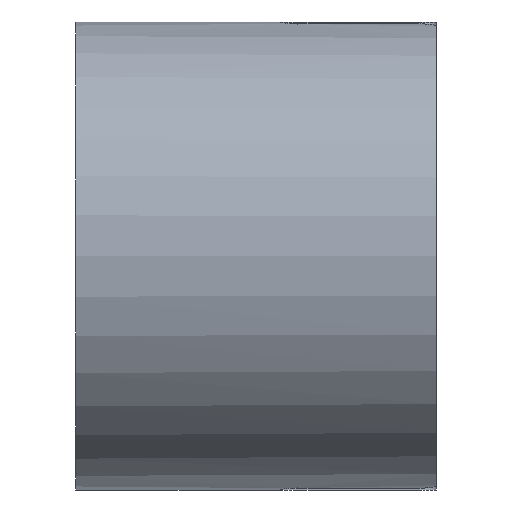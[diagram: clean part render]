
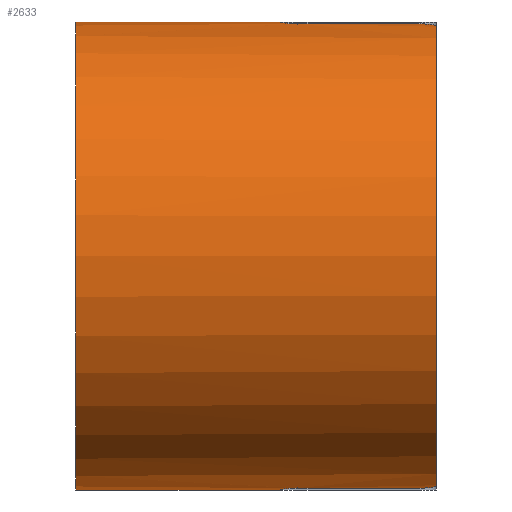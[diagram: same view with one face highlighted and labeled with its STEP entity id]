
A CAD part, left-side view. The second image highlights one B-rep face of the part: STEP entity #2633.
In plain terms, the highlighted cylindrical face has radius 12 mm (diameter 24 mm), a partial arc.
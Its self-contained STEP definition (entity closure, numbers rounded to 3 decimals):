
#3 = CARTESIAN_POINT ( 'NONE',  ( -1.402, 7.571, -11.919 ) ) ;
#30 = CARTESIAN_POINT ( 'NONE',  ( -0.838, 8., 11.973 ) ) ;
#85 = ORIENTED_EDGE ( 'NONE', *, *, #2275, .T. ) ;
#88 = CARTESIAN_POINT ( 'NONE',  ( 0., 18.5, 12. ) ) ;
#96 = ORIENTED_EDGE ( 'NONE', *, *, #1632, .T. ) ;
#140 = LINE ( 'NONE', #2710, #2074 ) ;
#177 = DIRECTION ( 'NONE',  ( 0., 1., 0. ) ) ;
#194 = CARTESIAN_POINT ( 'NONE',  ( -0.6, 8., -11.985 ) ) ;
#202 = DIRECTION ( 'NONE',  ( 0., -1., 0. ) ) ;
#224 = CARTESIAN_POINT ( 'NONE',  ( -1.5, 7.338, -11.906 ) ) ;
#250 = CARTESIAN_POINT ( 'NONE',  ( -1.5, 18.5, 11.906 ) ) ;
#251 = CIRCLE ( 'NONE', #1419, 12. ) ;
#266 = DIRECTION ( 'NONE',  ( 0., 1., 0. ) ) ;
#269 = CARTESIAN_POINT ( 'NONE',  ( -1.5, 7.1, -11.906 ) ) ;
#318 = VECTOR ( 'NONE', #897, 1000. ) ;
#343 = EDGE_CURVE ( 'NONE', #1194, #1479, #2996, .T. ) ;
#391 = CARTESIAN_POINT ( 'NONE',  ( -1.5, 0.9, -11.906 ) ) ;
#396 = DIRECTION ( 'NONE',  ( 0., 0., 1. ) ) ;
#479 = VERTEX_POINT ( 'NONE', #2232 ) ;
#511 = CARTESIAN_POINT ( 'NONE',  ( -1.5, 7.219, 11.906 ) ) ;
#569 = VERTEX_POINT ( 'NONE', #918 ) ;
#583 = VERTEX_POINT ( 'NONE', #1830 ) ;
#586 = ORIENTED_EDGE ( 'NONE', *, *, #1074, .F. ) ;
#591 = DIRECTION ( 'NONE',  ( 0., -1., 0. ) ) ;
#630 = CARTESIAN_POINT ( 'NONE',  ( -1.615, 0.444, -11.891 ) ) ;
#658 = EDGE_CURVE ( 'NONE', #1127, #2598, #2272, .T. ) ;
#670 = B_SPLINE_CURVE_WITH_KNOTS ( 'NONE', 3,
 ( #391, #2246, #2011, #630, #1035, #1315, #2952, #2420, #1269, #2192 ),
 .UNSPECIFIED., .F., .F.,
 ( 4, 2, 2, 2, 4 ),
 ( 0., 0., 0.001, 0.001, 0.001 ),
 .UNSPECIFIED. ) ;
#688 = VERTEX_POINT ( 'NONE', #1814 ) ;
#748 = CARTESIAN_POINT ( 'NONE',  ( -1.5, 7.1, 11.906 ) ) ;
#809 = CIRCLE ( 'NONE', #1836, 12. ) ;
#819 = CARTESIAN_POINT ( 'NONE',  ( -0.6, 8., -11.985 ) ) ;
#829 = CARTESIAN_POINT ( 'NONE',  ( 0., 18.5, 0. ) ) ;
#891 = CARTESIAN_POINT ( 'NONE',  ( -2.4, 0., -11.758 ) ) ;
#894 = CARTESIAN_POINT ( 'NONE',  ( -1.5, 0.9, 11.906 ) ) ;
#897 = DIRECTION ( 'NONE',  ( 0., -1., 0. ) ) ;
#918 = CARTESIAN_POINT ( 'NONE',  ( -0.6, 8., 11.985 ) ) ;
#930 = VERTEX_POINT ( 'NONE', #1986 ) ;
#948 = EDGE_CURVE ( 'NONE', #930, #1937, #670, .T. ) ;
#980 = CARTESIAN_POINT ( 'NONE',  ( 0., 8., 12. ) ) ;
#1035 = CARTESIAN_POINT ( 'NONE',  ( -1.683, 0.344, -11.882 ) ) ;
#1059 = CIRCLE ( 'NONE', #2763, 12. ) ;
#1067 = CARTESIAN_POINT ( 'NONE',  ( 0., 8., 0. ) ) ;
#1074 = EDGE_CURVE ( 'NONE', #2092, #2425, #1372, .T. ) ;
#1098 = CARTESIAN_POINT ( 'NONE',  ( -1.95, 0.112, 11.841 ) ) ;
#1104 = CARTESIAN_POINT ( 'NONE',  ( -1.053, 7.886, -11.954 ) ) ;
#1105 = DIRECTION ( 'NONE',  ( 0., 0., 1. ) ) ;
#1120 = CARTESIAN_POINT ( 'NONE',  ( -0.719, 8., -11.979 ) ) ;
#1127 = VERTEX_POINT ( 'NONE', #2260 ) ;
#1141 = EDGE_CURVE ( 'NONE', #1127, #2092, #1608, .T. ) ;
#1151 = CARTESIAN_POINT ( 'NONE',  ( -1.5, 7.1, -11.906 ) ) ;
#1152 = CARTESIAN_POINT ( 'NONE',  ( 0., 18.5, 12. ) ) ;
#1194 = VERTEX_POINT ( 'NONE', #819 ) ;
#1205 = EDGE_CURVE ( 'NONE', #569, #2425, #251, .T. ) ;
#1269 = CARTESIAN_POINT ( 'NONE',  ( -2.283, 0., -11.781 ) ) ;
#1315 = CARTESIAN_POINT ( 'NONE',  ( -1.85, 0.178, -11.857 ) ) ;
#1335 = CARTESIAN_POINT ( 'NONE',  ( -2.283, 0., 11.781 ) ) ;
#1372 = LINE ( 'NONE', #1152, #2090 ) ;
#1378 = ORIENTED_EDGE ( 'NONE', *, *, #1837, .T. ) ;
#1385 = CARTESIAN_POINT ( 'NONE',  ( 0., 18.5, 0. ) ) ;
#1390 = LINE ( 'NONE', #250, #1831 ) ;
#1419 = AXIS2_PLACEMENT_3D ( 'NONE', #1546, #1562, #1811 ) ;
#1479 = VERTEX_POINT ( 'NONE', #269 ) ;
#1541 = ORIENTED_EDGE ( 'NONE', *, *, #2052, .T. ) ;
#1546 = CARTESIAN_POINT ( 'NONE',  ( 0., 8., 0. ) ) ;
#1559 = DIRECTION ( 'NONE',  ( 0., 1., 0. ) ) ;
#1562 = DIRECTION ( 'NONE',  ( 0., 1., 0. ) ) ;
#1570 = DIRECTION ( 'NONE',  ( 0., 1., 0. ) ) ;
#1574 = DIRECTION ( 'NONE',  ( 0., 0., -1. ) ) ;
#1584 = ORIENTED_EDGE ( 'NONE', *, *, #2724, .T. ) ;
#1608 = CIRCLE ( 'NONE', #2479, 12. ) ;
#1632 = EDGE_CURVE ( 'NONE', #1479, #930, #140, .T. ) ;
#1677 = CARTESIAN_POINT ( 'NONE',  ( -1.386, 7.554, 11.92 ) ) ;
#1682 = ORIENTED_EDGE ( 'NONE', *, *, #2827, .T. ) ;
#1688 = ORIENTED_EDGE ( 'NONE', *, *, #948, .T. ) ;
#1806 = B_SPLINE_CURVE_WITH_KNOTS ( 'NONE', 3,
 ( #2744, #1335, #2516, #1098, #2932, #2500, #1996, #894 ),
 .UNSPECIFIED., .F., .F.,
 ( 4, 2, 2, 4 ),
 ( 0., 0., 0.001, 0.001 ),
 .UNSPECIFIED. ) ;
#1811 = DIRECTION ( 'NONE',  ( 0., 0., 1. ) ) ;
#1814 = CARTESIAN_POINT ( 'NONE',  ( -1.5, 7.1, 11.906 ) ) ;
#1829 = ORIENTED_EDGE ( 'NONE', *, *, #658, .T. ) ;
#1830 = CARTESIAN_POINT ( 'NONE',  ( -2.4, 0., 11.758 ) ) ;
#1831 = VECTOR ( 'NONE', #266, 1000. ) ;
#1836 = AXIS2_PLACEMENT_3D ( 'NONE', #1988, #1570, #2000 ) ;
#1837 = EDGE_CURVE ( 'NONE', #479, #688, #1390, .T. ) ;
#1937 = VERTEX_POINT ( 'NONE', #891 ) ;
#1986 = CARTESIAN_POINT ( 'NONE',  ( -1.5, 0.9, -11.906 ) ) ;
#1988 = CARTESIAN_POINT ( 'NONE',  ( 0., 0., 0. ) ) ;
#1996 = CARTESIAN_POINT ( 'NONE',  ( -1.5, 0.66, 11.906 ) ) ;
#2000 = DIRECTION ( 'NONE',  ( 0., 0., 1. ) ) ;
#2003 = CYLINDRICAL_SURFACE ( 'NONE', #2079, 12. ) ;
#2011 = CARTESIAN_POINT ( 'NONE',  ( -1.524, 0.663, -11.903 ) ) ;
#2042 = CARTESIAN_POINT ( 'NONE',  ( -1.153, 7.82, -11.945 ) ) ;
#2052 = EDGE_CURVE ( 'NONE', #688, #569, #2862, .T. ) ;
#2060 = CARTESIAN_POINT ( 'NONE',  ( -0.835, 7.977, -11.971 ) ) ;
#2074 = VECTOR ( 'NONE', #591, 1000. ) ;
#2079 = AXIS2_PLACEMENT_3D ( 'NONE', #829, #202, #1574 ) ;
#2090 = VECTOR ( 'NONE', #2522, 1000. ) ;
#2092 = VERTEX_POINT ( 'NONE', #88 ) ;
#2109 = CARTESIAN_POINT ( 'NONE',  ( -1.319, 7.654, 11.928 ) ) ;
#2147 = ORIENTED_EDGE ( 'NONE', *, *, #1205, .T. ) ;
#2156 = ORIENTED_EDGE ( 'NONE', *, *, #343, .T. ) ;
#2192 = CARTESIAN_POINT ( 'NONE',  ( -2.4, 0., -11.758 ) ) ;
#2226 = ORIENTED_EDGE ( 'NONE', *, *, #1141, .F. ) ;
#2232 = CARTESIAN_POINT ( 'NONE',  ( -1.5, 0.9, 11.906 ) ) ;
#2246 = CARTESIAN_POINT ( 'NONE',  ( -1.5, 0.78, -11.906 ) ) ;
#2260 = CARTESIAN_POINT ( 'NONE',  ( 0., 18.5, -12. ) ) ;
#2272 = LINE ( 'NONE', #2981, #318 ) ;
#2275 = EDGE_CURVE ( 'NONE', #583, #479, #1806, .T. ) ;
#2339 = CARTESIAN_POINT ( 'NONE',  ( -1.477, 7.336, 11.909 ) ) ;
#2398 = CARTESIAN_POINT ( 'NONE',  ( 0., 8., -12. ) ) ;
#2420 = CARTESIAN_POINT ( 'NONE',  ( -2.166, 0.023, -11.803 ) ) ;
#2425 = VERTEX_POINT ( 'NONE', #980 ) ;
#2456 = CARTESIAN_POINT ( 'NONE',  ( -0.6, 8., 11.985 ) ) ;
#2468 = FACE_OUTER_BOUND ( 'NONE', #3009, .T. ) ;
#2479 = AXIS2_PLACEMENT_3D ( 'NONE', #1385, #177, #1105 ) ;
#2500 = CARTESIAN_POINT ( 'NONE',  ( -1.599, 0.426, 11.894 ) ) ;
#2516 = CARTESIAN_POINT ( 'NONE',  ( -2.167, 0.023, 11.803 ) ) ;
#2522 = DIRECTION ( 'NONE',  ( 0., -1., 0. ) ) ;
#2598 = VERTEX_POINT ( 'NONE', #2398 ) ;
#2612 = CARTESIAN_POINT ( 'NONE',  ( -1.07, 7.902, 11.953 ) ) ;
#2633 = ADVANCED_FACE ( 'NONE', ( #2468 ), #2003, .T. ) ;
#2710 = CARTESIAN_POINT ( 'NONE',  ( -1.5, 18.5, -11.906 ) ) ;
#2724 = EDGE_CURVE ( 'NONE', #2598, #1194, #1059, .T. ) ;
#2744 = CARTESIAN_POINT ( 'NONE',  ( -2.4, 0., 11.758 ) ) ;
#2763 = AXIS2_PLACEMENT_3D ( 'NONE', #1067, #1559, #396 ) ;
#2827 = EDGE_CURVE ( 'NONE', #1937, #583, #809, .T. ) ;
#2862 = B_SPLINE_CURVE_WITH_KNOTS ( 'NONE', 3,
 ( #748, #511, #2339, #1677, #2109, #2612, #30, #2456 ),
 .UNSPECIFIED., .F., .F.,
 ( 4, 2, 2, 4 ),
 ( 0., 0., 0.001, 0.001 ),
 .UNSPECIFIED. ) ;
#2932 = CARTESIAN_POINT ( 'NONE',  ( -1.85, 0.178, 11.857 ) ) ;
#2952 = CARTESIAN_POINT ( 'NONE',  ( -1.95, 0.112, -11.841 ) ) ;
#2981 = CARTESIAN_POINT ( 'NONE',  ( 0., 18.5, -12. ) ) ;
#2996 = B_SPLINE_CURVE_WITH_KNOTS ( 'NONE', 3,
 ( #194, #1120, #2060, #1104, #2042, #3, #224, #1151 ),
 .UNSPECIFIED., .F., .F.,
 ( 4, 2, 2, 4 ),
 ( 0., 0., 0.001, 0.001 ),
 .UNSPECIFIED. ) ;
#3009 = EDGE_LOOP ( 'NONE', ( #96, #1688, #1682, #85, #1378, #1541, #2147, #586, #2226, #1829, #1584, #2156 ) ) ;
